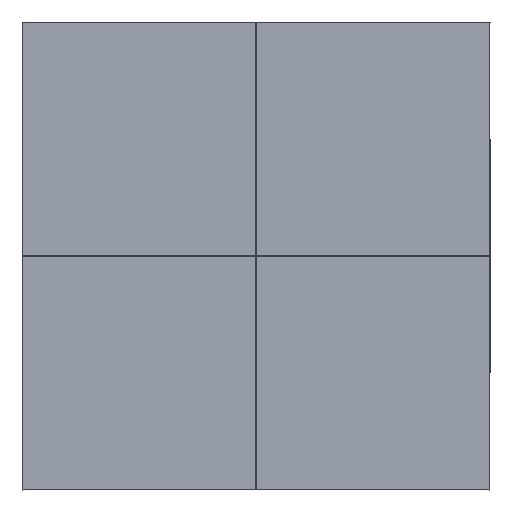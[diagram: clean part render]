
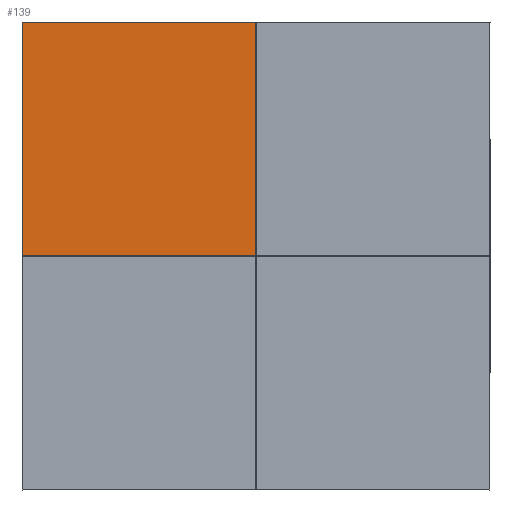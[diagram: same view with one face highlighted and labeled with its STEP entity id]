
A CAD part, left-side view. The second image highlights one B-rep face of the part: STEP entity #139.
In plain terms, the highlighted planar face has unit normal (-1, 0, 0).
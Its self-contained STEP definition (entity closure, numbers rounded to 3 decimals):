
#16 = CARTESIAN_POINT ( 'NONE',  ( -10., 0.02, 0.02 ) ) ;
#19 = VECTOR ( 'NONE', #932, 1000. ) ;
#24 = EDGE_CURVE ( 'NONE', #619, #1264, #461, .T. ) ;
#32 = CARTESIAN_POINT ( 'NONE',  ( -10., 10., 10. ) ) ;
#139 = ADVANCED_FACE ( 'NONE', ( #1347 ), #1206, .F. ) ;
#209 = CARTESIAN_POINT ( 'NONE',  ( -10., 0.02, 0.02 ) ) ;
#238 = CARTESIAN_POINT ( 'NONE',  ( -10., 10., 10. ) ) ;
#260 = AXIS2_PLACEMENT_3D ( 'NONE', #32, #615, #771 ) ;
#275 = VECTOR ( 'NONE', #348, 1000. ) ;
#348 = DIRECTION ( 'NONE',  ( 0., 1., 0. ) ) ;
#461 = LINE ( 'NONE', #1376, #275 ) ;
#505 = VERTEX_POINT ( 'NONE', #1887 ) ;
#564 = ORIENTED_EDGE ( 'NONE', *, *, #937, .T. ) ;
#573 = ORIENTED_EDGE ( 'NONE', *, *, #764, .F. ) ;
#577 = VERTEX_POINT ( 'NONE', #1403 ) ;
#615 = DIRECTION ( 'NONE',  ( 1., 0., 0. ) ) ;
#619 = VERTEX_POINT ( 'NONE', #209 ) ;
#764 = EDGE_CURVE ( 'NONE', #577, #619, #1646, .T. ) ;
#771 = DIRECTION ( 'NONE',  ( 0., 1., 0. ) ) ;
#793 = CARTESIAN_POINT ( 'NONE',  ( -10., 10., 0.02 ) ) ;
#825 = DIRECTION ( 'NONE',  ( 0., 0., -1. ) ) ;
#932 = DIRECTION ( 'NONE',  ( 0., 0., -1. ) ) ;
#934 = CARTESIAN_POINT ( 'NONE',  ( -10., 10., 10. ) ) ;
#937 = EDGE_CURVE ( 'NONE', #505, #1264, #1558, .T. ) ;
#1035 = VECTOR ( 'NONE', #825, 1000. ) ;
#1049 = EDGE_LOOP ( 'NONE', ( #1109, #564, #1771, #573 ) ) ;
#1109 = ORIENTED_EDGE ( 'NONE', *, *, #1661, .F. ) ;
#1206 = PLANE ( 'NONE',  #260 ) ;
#1264 = VERTEX_POINT ( 'NONE', #793 ) ;
#1347 = FACE_OUTER_BOUND ( 'NONE', #1049, .T. ) ;
#1376 = CARTESIAN_POINT ( 'NONE',  ( -10., 10., 0.02 ) ) ;
#1403 = CARTESIAN_POINT ( 'NONE',  ( -10., 0.02, 10. ) ) ;
#1491 = VECTOR ( 'NONE', #1520, 1000. ) ;
#1520 = DIRECTION ( 'NONE',  ( 0., -1., 0. ) ) ;
#1558 = LINE ( 'NONE', #238, #1035 ) ;
#1646 = LINE ( 'NONE', #16, #19 ) ;
#1661 = EDGE_CURVE ( 'NONE', #505, #577, #1687, .T. ) ;
#1687 = LINE ( 'NONE', #934, #1491 ) ;
#1771 = ORIENTED_EDGE ( 'NONE', *, *, #24, .F. ) ;
#1887 = CARTESIAN_POINT ( 'NONE',  ( -10., 10., 10. ) ) ;
